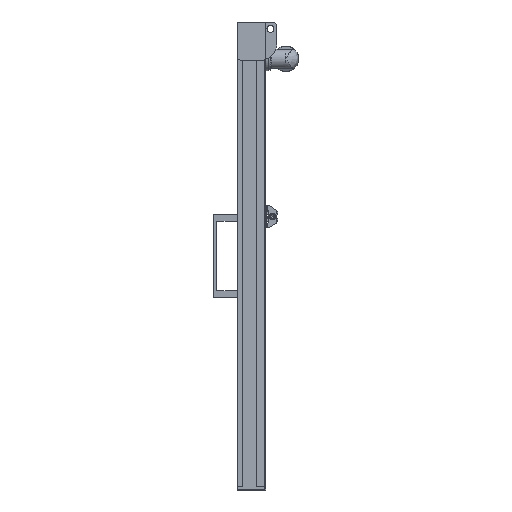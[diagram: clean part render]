
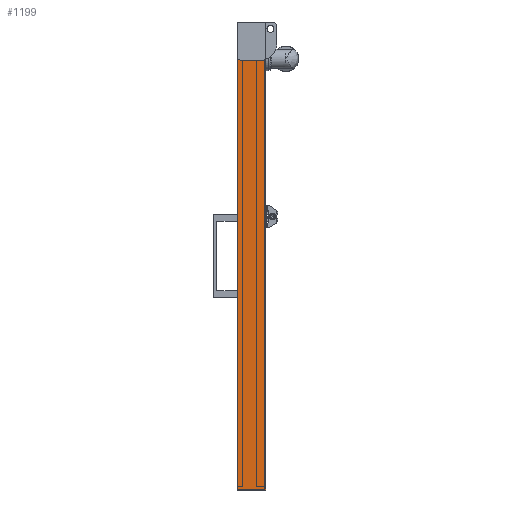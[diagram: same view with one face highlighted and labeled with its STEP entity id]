
A CAD part, left-side view. The second image highlights one B-rep face of the part: STEP entity #1199.
In plain terms, the highlighted face is planar.
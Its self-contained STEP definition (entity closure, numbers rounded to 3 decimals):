
#42 = CIRCLE ( 'NONE', #2633, 20. ) ;
#115 = EDGE_CURVE ( 'NONE', #28437, #24928, #42, .T. ) ;
#1199 = ADVANCED_FACE ( 'NONE', ( #10580 ), #12940, .F. ) ;
#1505 = VECTOR ( 'NONE', #26227, 1000. ) ;
#2085 = LINE ( 'NONE', #27806, #30815 ) ;
#2633 = AXIS2_PLACEMENT_3D ( 'NONE', #13355, #6609, #11000 ) ;
#2816 = CIRCLE ( 'NONE', #12798, 5. ) ;
#3078 = DIRECTION ( 'NONE',  ( 0., 0., -1. ) ) ;
#3230 = DIRECTION ( 'NONE',  ( -1., 0., 0. ) ) ;
#3420 = EDGE_CURVE ( 'NONE', #29094, #18380, #2816, .T. ) ;
#3967 = CARTESIAN_POINT ( 'NONE',  ( 327.5, 0., -229.265 ) ) ;
#4778 = EDGE_CURVE ( 'NONE', #9176, #24928, #21784, .T. ) ;
#5706 = DIRECTION ( 'NONE',  ( 0., 0., 1. ) ) ;
#5886 = DIRECTION ( 'NONE',  ( -1., 0., 0. ) ) ;
#5979 = ORIENTED_EDGE ( 'NONE', *, *, #115, .F. ) ;
#6609 = DIRECTION ( 'NONE',  ( 1., 0., 0. ) ) ;
#7719 = CARTESIAN_POINT ( 'NONE',  ( 327.5, 7., -228. ) ) ;
#7782 = ORIENTED_EDGE ( 'NONE', *, *, #4778, .T. ) ;
#8681 = CARTESIAN_POINT ( 'NONE',  ( 327.5, 33., -233. ) ) ;
#8859 = EDGE_CURVE ( 'NONE', #29094, #28437, #29384, .T. ) ;
#9176 = VERTEX_POINT ( 'NONE', #23151 ) ;
#10011 = CARTESIAN_POINT ( 'NONE',  ( 327.5, 33., 273. ) ) ;
#10114 = CARTESIAN_POINT ( 'NONE',  ( 327.5, 0., -273. ) ) ;
#10239 = DIRECTION ( 'NONE',  ( 0., -1., 0. ) ) ;
#10580 = FACE_OUTER_BOUND ( 'NONE', #10785, .T. ) ;
#10649 = AXIS2_PLACEMENT_3D ( 'NONE', #24606, #3230, #5706 ) ;
#10785 = EDGE_LOOP ( 'NONE', ( #5979, #28194, #20800, #15050, #16364, #7782 ) ) ;
#11000 = DIRECTION ( 'NONE',  ( 0., 0., -1. ) ) ;
#12068 = LINE ( 'NONE', #10011, #1505 ) ;
#12798 = AXIS2_PLACEMENT_3D ( 'NONE', #24483, #5886, #12960 ) ;
#12940 = PLANE ( 'NONE',  #10649 ) ;
#12960 = DIRECTION ( 'NONE',  ( 0., 0., 1. ) ) ;
#13355 = CARTESIAN_POINT ( 'NONE',  ( 327.5, 7., -248. ) ) ;
#14465 = EDGE_CURVE ( 'NONE', #25171, #9176, #12068, .T. ) ;
#15050 = ORIENTED_EDGE ( 'NONE', *, *, #15596, .F. ) ;
#15596 = EDGE_CURVE ( 'NONE', #25171, #18380, #2085, .T. ) ;
#15619 = CARTESIAN_POINT ( 'NONE',  ( 327.5, 33., 273. ) ) ;
#16114 = DIRECTION ( 'NONE',  ( 0., 0., -1. ) ) ;
#16364 = ORIENTED_EDGE ( 'NONE', *, *, #14465, .T. ) ;
#17091 = CARTESIAN_POINT ( 'NONE',  ( 327.5, 33., -228. ) ) ;
#18380 = VERTEX_POINT ( 'NONE', #8681 ) ;
#20800 = ORIENTED_EDGE ( 'NONE', *, *, #3420, .T. ) ;
#21686 = CARTESIAN_POINT ( 'NONE',  ( 327.5, 28., -228. ) ) ;
#21784 = LINE ( 'NONE', #10114, #22321 ) ;
#22321 = VECTOR ( 'NONE', #3078, 1000. ) ;
#23151 = CARTESIAN_POINT ( 'NONE',  ( 327.5, 0., 273. ) ) ;
#24483 = CARTESIAN_POINT ( 'NONE',  ( 327.5, 28., -233. ) ) ;
#24606 = CARTESIAN_POINT ( 'NONE',  ( 327.5, 33., -273. ) ) ;
#24928 = VERTEX_POINT ( 'NONE', #3967 ) ;
#25171 = VERTEX_POINT ( 'NONE', #15619 ) ;
#26227 = DIRECTION ( 'NONE',  ( 0., -1., 0. ) ) ;
#27806 = CARTESIAN_POINT ( 'NONE',  ( 327.5, 33., -273. ) ) ;
#28194 = ORIENTED_EDGE ( 'NONE', *, *, #8859, .F. ) ;
#28437 = VERTEX_POINT ( 'NONE', #7719 ) ;
#28518 = VECTOR ( 'NONE', #10239, 1000. ) ;
#29094 = VERTEX_POINT ( 'NONE', #21686 ) ;
#29384 = LINE ( 'NONE', #17091, #28518 ) ;
#30815 = VECTOR ( 'NONE', #16114, 1000. ) ;
